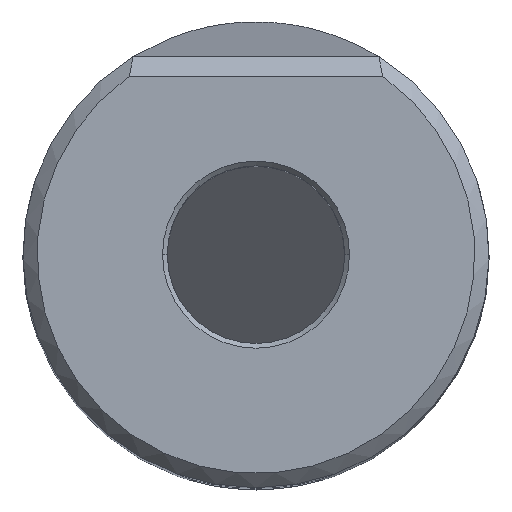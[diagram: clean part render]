
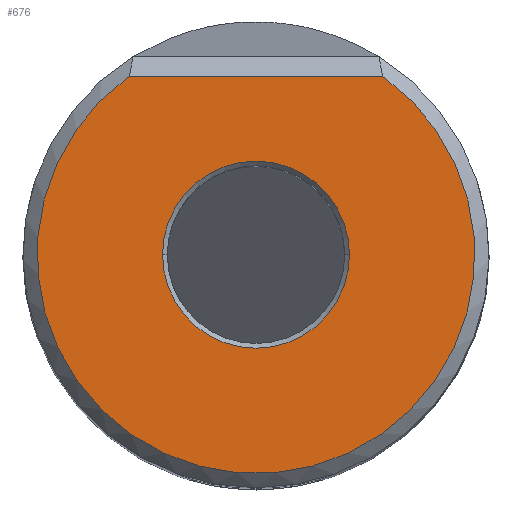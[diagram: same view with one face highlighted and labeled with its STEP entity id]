
A CAD part, top view. The second image highlights one B-rep face of the part: STEP entity #676.
In plain terms, the highlighted planar face has unit normal (0, 0, 1).
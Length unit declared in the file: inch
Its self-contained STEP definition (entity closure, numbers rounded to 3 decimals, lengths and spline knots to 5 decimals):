
#36 = DIRECTION ( 'NONE',  ( 0., 0., 1. ) ) ;
#37 = EDGE_CURVE ( 'NONE', #445, #215, #194, .T. ) ;
#40 = ORIENTED_EDGE ( 'NONE', *, *, #664, .T. ) ;
#50 = CARTESIAN_POINT ( 'NONE',  ( 0., 0., 0. ) ) ;
#65 = CIRCLE ( 'NONE', #422, 0.46213 ) ;
#77 = CARTESIAN_POINT ( 'NONE',  ( -0.26749, 0.37684, 0. ) ) ;
#99 = CARTESIAN_POINT ( 'NONE',  ( 0.1975, 0., 0. ) ) ;
#119 = DIRECTION ( 'NONE',  ( 0., 0., -1. ) ) ;
#154 = DIRECTION ( 'NONE',  ( 0., 0., 1. ) ) ;
#158 = DIRECTION ( 'NONE',  ( 0., 0., -1. ) ) ;
#169 = LINE ( 'NONE', #426, #195 ) ;
#194 = CIRCLE ( 'NONE', #241, 0.1975 ) ;
#195 = VECTOR ( 'NONE', #257, 39.37008 ) ;
#215 = VERTEX_POINT ( 'NONE', #99 ) ;
#226 = CIRCLE ( 'NONE', #316, 0.1975 ) ;
#239 = FACE_OUTER_BOUND ( 'NONE', #591, .T. ) ;
#241 = AXIS2_PLACEMENT_3D ( 'NONE', #50, #119, #370 ) ;
#257 = DIRECTION ( 'NONE',  ( -1., 0., 0. ) ) ;
#316 = AXIS2_PLACEMENT_3D ( 'NONE', #662, #158, #584 ) ;
#370 = DIRECTION ( 'NONE',  ( 0., -1., 0. ) ) ;
#398 = EDGE_CURVE ( 'NONE', #700, #575, #169, .T. ) ;
#422 = AXIS2_PLACEMENT_3D ( 'NONE', #503, #36, #522 ) ;
#426 = CARTESIAN_POINT ( 'NONE',  ( 0., 0.37684, 0. ) ) ;
#445 = VERTEX_POINT ( 'NONE', #733 ) ;
#487 = AXIS2_PLACEMENT_3D ( 'NONE', #761, #154, #714 ) ;
#503 = CARTESIAN_POINT ( 'NONE',  ( 0., 0., 0. ) ) ;
#522 = DIRECTION ( 'NONE',  ( 0., -1., 0. ) ) ;
#575 = VERTEX_POINT ( 'NONE', #77 ) ;
#584 = DIRECTION ( 'NONE',  ( 0., -1., 0. ) ) ;
#591 = EDGE_LOOP ( 'NONE', ( #665, #654 ) ) ;
#595 = FACE_BOUND ( 'NONE', #686, .T. ) ;
#621 = EDGE_CURVE ( 'NONE', #575, #700, #65, .T. ) ;
#625 = ORIENTED_EDGE ( 'NONE', *, *, #37, .T. ) ;
#640 = CARTESIAN_POINT ( 'NONE',  ( 0.26749, 0.37684, 0. ) ) ;
#650 = PLANE ( 'NONE',  #487 ) ;
#654 = ORIENTED_EDGE ( 'NONE', *, *, #398, .T. ) ;
#662 = CARTESIAN_POINT ( 'NONE',  ( 0., 0., 0. ) ) ;
#664 = EDGE_CURVE ( 'NONE', #215, #445, #226, .T. ) ;
#665 = ORIENTED_EDGE ( 'NONE', *, *, #621, .T. ) ;
#676 = ADVANCED_FACE ( 'NONE', ( #595, #239 ), #650, .T. ) ;
#686 = EDGE_LOOP ( 'NONE', ( #40, #625 ) ) ;
#700 = VERTEX_POINT ( 'NONE', #640 ) ;
#714 = DIRECTION ( 'NONE',  ( 0., -1., 0. ) ) ;
#733 = CARTESIAN_POINT ( 'NONE',  ( -0.1975, 0., 0. ) ) ;
#761 = CARTESIAN_POINT ( 'NONE',  ( 0., 0., 0. ) ) ;
